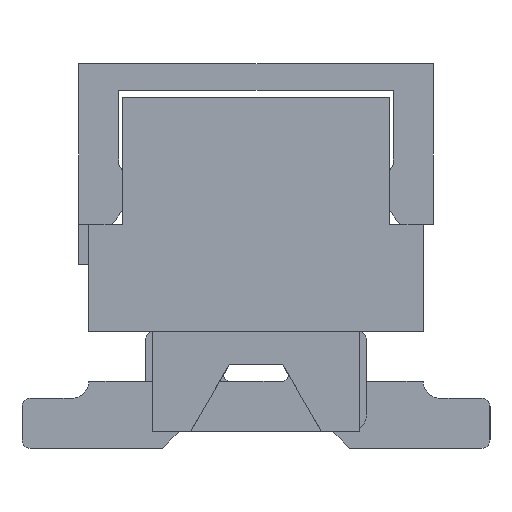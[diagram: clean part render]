
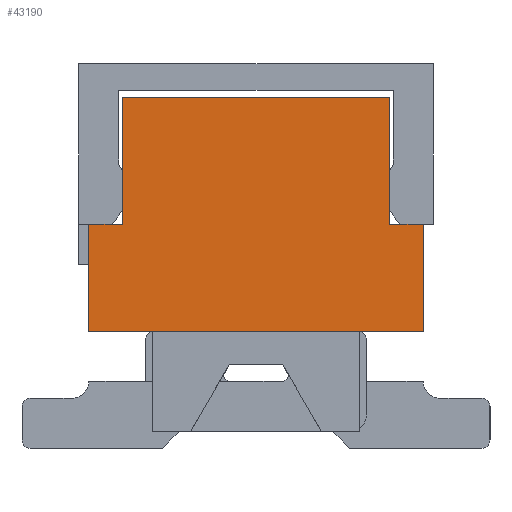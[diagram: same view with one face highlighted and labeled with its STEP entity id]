
A CAD part, left-side view. The second image highlights one B-rep face of the part: STEP entity #43190.
In plain terms, the highlighted planar face has unit normal (-1, 0, 0).
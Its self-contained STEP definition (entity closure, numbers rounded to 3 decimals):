
#10271=ORIENTED_EDGE('',*,*,#15280,.F.);
#10272=ORIENTED_EDGE('',*,*,#14699,.T.);
#10273=ORIENTED_EDGE('',*,*,#14653,.T.);
#10274=ORIENTED_EDGE('',*,*,#14703,.T.);
#10275=ORIENTED_EDGE('',*,*,#15281,.T.);
#10276=ORIENTED_EDGE('',*,*,#14841,.T.);
#10277=ORIENTED_EDGE('',*,*,#14738,.F.);
#10278=ORIENTED_EDGE('',*,*,#14906,.F.);
#14653=EDGE_CURVE('',#18049,#18051,#21790,.T.);
#14699=EDGE_CURVE('',#18088,#18049,#21835,.T.);
#14703=EDGE_CURVE('',#18051,#18089,#21839,.T.);
#14738=EDGE_CURVE('',#18121,#18119,#21874,.T.);
#14841=EDGE_CURVE('',#18176,#18119,#21976,.T.);
#14906=EDGE_CURVE('',#18228,#18121,#22039,.T.);
#15280=EDGE_CURVE('',#18088,#18228,#22409,.T.);
#15281=EDGE_CURVE('',#18089,#18176,#22410,.T.);
#18049=VERTEX_POINT('',#62038);
#18051=VERTEX_POINT('',#62042);
#18088=VERTEX_POINT('',#62134);
#18089=VERTEX_POINT('',#62139);
#18119=VERTEX_POINT('',#62211);
#18121=VERTEX_POINT('',#62215);
#18176=VERTEX_POINT('',#62381);
#18228=VERTEX_POINT('',#62505);
#21790=LINE('',#62043,#25846);
#21835=LINE('',#62133,#25891);
#21839=LINE('',#62140,#25895);
#21874=LINE('',#62216,#25930);
#21976=LINE('',#62380,#26032);
#22039=LINE('',#62506,#26095);
#22409=LINE('',#63277,#26465);
#22410=LINE('',#63278,#26466);
#25846=VECTOR('',#52696,1000.);
#25891=VECTOR('',#52759,1000.);
#25895=VECTOR('',#52765,1000.);
#25930=VECTOR('',#52818,1000.);
#26032=VECTOR('',#52936,1000.);
#26095=VECTOR('',#53019,1000.);
#26465=VECTOR('',#53855,1000.);
#26466=VECTOR('',#53856,1000.);
#28080=EDGE_LOOP('',(#10271,#10272,#10273,#10274,#10275,#10276,#10277,#10278));
#29697=FACE_BOUND('',#28080,.T.);
#30926=PLANE('',#45438);
#43190=ADVANCED_FACE('',(#29697),#30926,.F.);
#45438=AXIS2_PLACEMENT_3D('',#63276,#53853,#53854);
#52696=DIRECTION('',(0.,1.,0.));
#52759=DIRECTION('',(0.,0.,1.));
#52765=DIRECTION('',(0.,0.,-1.));
#52818=DIRECTION('',(0.,1.,0.));
#52936=DIRECTION('',(0.,0.,-1.));
#53019=DIRECTION('',(0.,0.,-1.));
#53853=DIRECTION('',(1.,0.,0.));
#53854=DIRECTION('',(0.,0.,-1.));
#53855=DIRECTION('',(0.,-1.,0.));
#53856=DIRECTION('',(0.,1.,0.));
#62038=CARTESIAN_POINT('',(-12.455,-2.,2.7));
#62042=CARTESIAN_POINT('',(-12.455,2.,2.7));
#62043=CARTESIAN_POINT('',(-12.455,-2.,2.7));
#62133=CARTESIAN_POINT('',(-12.455,-2.,0.8));
#62134=CARTESIAN_POINT('',(-12.455,-2.,0.8));
#62139=CARTESIAN_POINT('',(-12.455,2.,0.8));
#62140=CARTESIAN_POINT('',(-12.455,2.,2.7));
#62211=CARTESIAN_POINT('',(-12.455,2.5,-0.8));
#62215=CARTESIAN_POINT('',(-12.455,-2.5,-0.8));
#62216=CARTESIAN_POINT('',(-12.455,-2.5,-0.8));
#62380=CARTESIAN_POINT('',(-12.455,2.5,0.8));
#62381=CARTESIAN_POINT('',(-12.455,2.5,0.8));
#62505=CARTESIAN_POINT('',(-12.455,-2.5,0.8));
#62506=CARTESIAN_POINT('',(-12.455,-2.5,0.8));
#63276=CARTESIAN_POINT('',(-12.455,0.,0.));
#63277=CARTESIAN_POINT('',(-12.455,-2.,0.8));
#63278=CARTESIAN_POINT('',(-12.455,2.,0.8));
